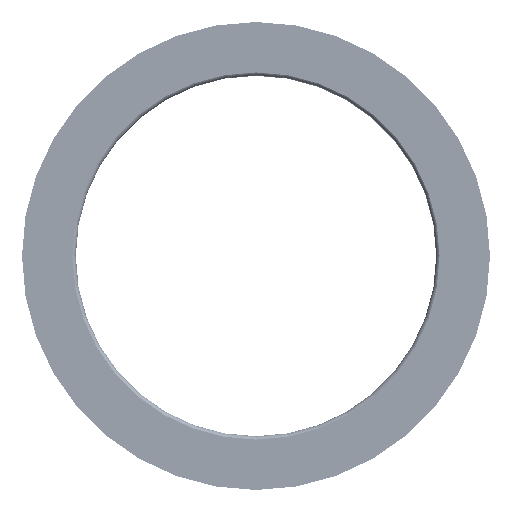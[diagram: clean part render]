
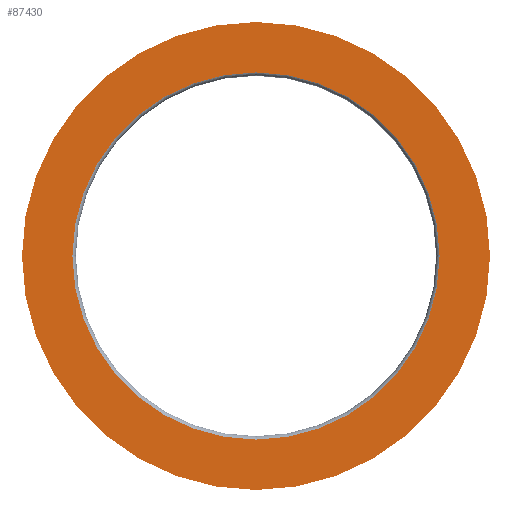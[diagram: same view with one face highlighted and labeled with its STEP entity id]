
A CAD part, left-side view. The second image highlights one B-rep face of the part: STEP entity #87430.
In plain terms, the highlighted planar face has unit normal (-1, 0, 0).
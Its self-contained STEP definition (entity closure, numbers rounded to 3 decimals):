
#926 = DIRECTION ( 'NONE',  ( -1., 0., 0. ) ) ;
#1552 = AXIS2_PLACEMENT_3D ( 'NONE', #68315, #20921, #76291 ) ;
#4897 = ORIENTED_EDGE ( 'NONE', *, *, #18773, .T. ) ;
#6314 = PLANE ( 'NONE',  #7778 ) ;
#6749 = CARTESIAN_POINT ( 'NONE',  ( 0., 0., 0. ) ) ;
#7778 = AXIS2_PLACEMENT_3D ( 'NONE', #38135, #93520, #46112 ) ;
#8095 = AXIS2_PLACEMENT_3D ( 'NONE', #6749, #62128, #14698 ) ;
#14698 = DIRECTION ( 'NONE',  ( 0., 0., 1. ) ) ;
#15246 = CIRCLE ( 'NONE', #8095, 65. ) ;
#18773 = EDGE_CURVE ( 'NONE', #55979, #78748, #69838, .T. ) ;
#20921 = DIRECTION ( 'NONE',  ( -1., 0., 0. ) ) ;
#24582 = ORIENTED_EDGE ( 'NONE', *, *, #75485, .T. ) ;
#27886 = CARTESIAN_POINT ( 'NONE',  ( 0., 0., -65. ) ) ;
#29473 = EDGE_LOOP ( 'NONE', ( #24582, #4897 ) ) ;
#31233 = EDGE_LOOP ( 'NONE', ( #87997, #98415 ) ) ;
#35186 = CIRCLE ( 'NONE', #83368, 51. ) ;
#38135 = CARTESIAN_POINT ( 'NONE',  ( 0., 51., 0. ) ) ;
#41583 = FACE_BOUND ( 'NONE', #31233, .T. ) ;
#41993 = CARTESIAN_POINT ( 'NONE',  ( 0., 0., 51. ) ) ;
#43564 = DIRECTION ( 'NONE',  ( -1., 0., 0. ) ) ;
#46112 = DIRECTION ( 'NONE',  ( 0., 0., -1. ) ) ;
#48335 = CARTESIAN_POINT ( 'NONE',  ( 0., 0., 0. ) ) ;
#51656 = VERTEX_POINT ( 'NONE', #41993 ) ;
#55979 = VERTEX_POINT ( 'NONE', #27886 ) ;
#56310 = DIRECTION ( 'NONE',  ( 0., 0., 1. ) ) ;
#57063 = EDGE_CURVE ( 'NONE', #51656, #85296, #35186, .T. ) ;
#60173 = FACE_OUTER_BOUND ( 'NONE', #29473, .T. ) ;
#62128 = DIRECTION ( 'NONE',  ( -1., 0., 0. ) ) ;
#67549 = CARTESIAN_POINT ( 'NONE',  ( 0., 0., 65. ) ) ;
#68315 = CARTESIAN_POINT ( 'NONE',  ( 0., 0., 0. ) ) ;
#69838 = CIRCLE ( 'NONE', #1552, 65. ) ;
#71937 = CIRCLE ( 'NONE', #93573, 51. ) ;
#75485 = EDGE_CURVE ( 'NONE', #78748, #55979, #15246, .T. ) ;
#76291 = DIRECTION ( 'NONE',  ( 0., 0., 1. ) ) ;
#78748 = VERTEX_POINT ( 'NONE', #67549 ) ;
#83368 = AXIS2_PLACEMENT_3D ( 'NONE', #91020, #43564, #98865 ) ;
#83985 = CARTESIAN_POINT ( 'NONE',  ( 0., 0., -51. ) ) ;
#85296 = VERTEX_POINT ( 'NONE', #83985 ) ;
#87430 = ADVANCED_FACE ( 'NONE', ( #41583, #60173 ), #6314, .F. ) ;
#87997 = ORIENTED_EDGE ( 'NONE', *, *, #57063, .F. ) ;
#91020 = CARTESIAN_POINT ( 'NONE',  ( 0., 0., 0. ) ) ;
#93520 = DIRECTION ( 'NONE',  ( 1., 0., 0. ) ) ;
#93573 = AXIS2_PLACEMENT_3D ( 'NONE', #48335, #926, #56310 ) ;
#98415 = ORIENTED_EDGE ( 'NONE', *, *, #101207, .F. ) ;
#98865 = DIRECTION ( 'NONE',  ( 0., 0., 1. ) ) ;
#101207 = EDGE_CURVE ( 'NONE', #85296, #51656, #71937, .T. ) ;
